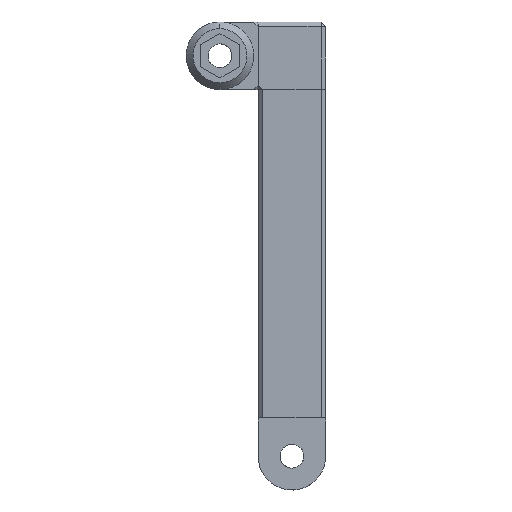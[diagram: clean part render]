
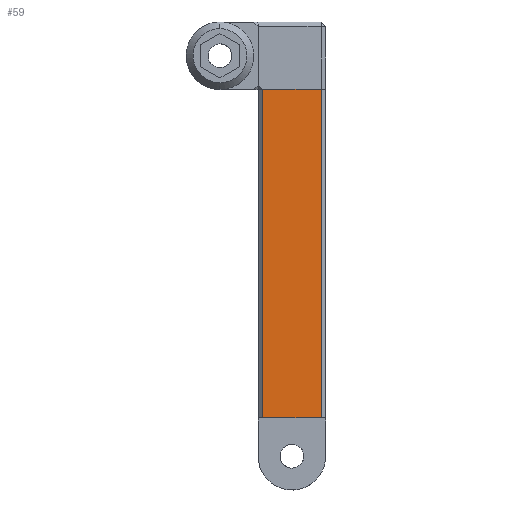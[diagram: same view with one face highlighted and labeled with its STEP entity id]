
A CAD part, top view. The second image highlights one B-rep face of the part: STEP entity #59.
In plain terms, the highlighted planar face has unit normal (0, 0, 1).
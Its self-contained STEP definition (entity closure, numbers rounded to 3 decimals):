
#59=ADVANCED_FACE('',(#169),#1570,.T.);
#169=FACE_OUTER_BOUND('',#281,.T.);
#281=EDGE_LOOP('',(#524,#525,#526,#527));
#524=ORIENTED_EDGE('',*,*,#946,.T.);
#525=ORIENTED_EDGE('',*,*,#878,.T.);
#526=ORIENTED_EDGE('',*,*,#891,.T.);
#527=ORIENTED_EDGE('',*,*,#951,.F.);
#878=EDGE_CURVE('',#1386,#1385,#1172,.T.);
#891=EDGE_CURVE('',#1385,#1421,#1185,.T.);
#946=EDGE_CURVE('',#1422,#1386,#1240,.T.);
#951=EDGE_CURVE('',#1422,#1421,#1245,.T.);
#1172=B_SPLINE_CURVE_WITH_KNOTS('',1,(#2275,#2276),.UNSPECIFIED.,.F.,.F.,
(2,2),(-14.,-1.),.UNSPECIFIED.);
#1185=B_SPLINE_CURVE_WITH_KNOTS('',1,(#2301,#2302),.UNSPECIFIED.,.F.,.F.,
(2,2),(0.,88.8),.UNSPECIFIED.);
#1240=B_SPLINE_CURVE_WITH_KNOTS('',1,(#2427,#2428),.UNSPECIFIED.,.F.,.F.,
(2,2),(1.2,90.),.UNSPECIFIED.);
#1245=B_SPLINE_CURVE_WITH_KNOTS('',1,(#2437,#2438),.UNSPECIFIED.,.F.,.F.,
(2,2),(0.,13.),.UNSPECIFIED.);
#1385=VERTEX_POINT('',#2131);
#1386=VERTEX_POINT('',#2132);
#1421=VERTEX_POINT('',#2167);
#1422=VERTEX_POINT('',#2168);
#1570=PLANE('',#1672);
#1672=AXIS2_PLACEMENT_3D('',#1874,#1757,$);
#1757=DIRECTION('',(0.,0.,1.));
#1874=CARTESIAN_POINT('',(1583.506,-638.394,9.728));
#2131=CARTESIAN_POINT('',(1570.506,-638.394,9.728));
#2132=CARTESIAN_POINT('',(1583.506,-638.394,9.728));
#2167=CARTESIAN_POINT('',(1570.506,-711.394,9.728));
#2168=CARTESIAN_POINT('',(1583.506,-711.394,9.728));
#2275=CARTESIAN_POINT('',(1583.506,-638.394,9.728));
#2276=CARTESIAN_POINT('',(1570.506,-638.394,9.728));
#2301=CARTESIAN_POINT('',(1570.506,-638.394,9.728));
#2302=CARTESIAN_POINT('',(1570.506,-711.394,9.728));
#2427=CARTESIAN_POINT('',(1583.506,-711.394,9.728));
#2428=CARTESIAN_POINT('',(1583.506,-638.394,9.728));
#2437=CARTESIAN_POINT('',(1583.506,-711.394,9.728));
#2438=CARTESIAN_POINT('',(1570.506,-711.394,9.728));
